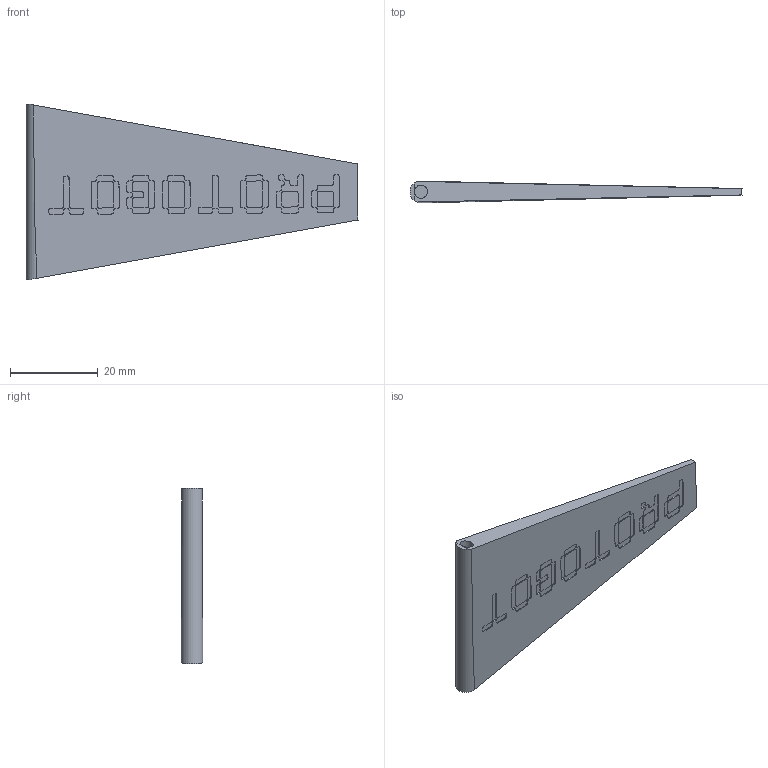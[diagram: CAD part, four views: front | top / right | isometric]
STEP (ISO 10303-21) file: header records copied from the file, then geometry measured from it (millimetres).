
FILE_DESCRIPTION(/* description */ (''),/* implementation_level */ '2;1');
FILE_NAME(/* name */ 'flag.step',/* time_stamp */ '2026-02-16T17:09:58+01:00',/* author */ (''),/* organization */ (''),/* preprocessor_version */ 'ST-DEVELOPER v20.1',/* originating_system */ 'Autodesk Translation Framework v14.24.0.0',/* authorisation */ '');
FILE_SCHEMA (('AUTOMOTIVE_DESIGN { 1 0 10303 214 3 1 1 }'));
Length unit declared in the file: millimetre
Products named in the file (1): 2026-02-16-13-58-59-986
Bounding box: 75.82 x 5 x 40 mm (x, y, z)
Volume: 6655.3 mm3; surface area: 5123.2 mm2
Topology: 1 solids, 1 shells, 581 faces, 1651 edges, 1100 vertices
Faces by surface type: plane 307, bspline 272, cylinder 2
Full cylindrical faces by diameter (mm): 3 x1
Entity records: 20146 total; most frequent: CARTESIAN_POINT 6879, ORIENTED_EDGE 3302, DIRECTION 1733, EDGE_CURVE 1651, VERTEX_POINT 1100, LINE 1097, VECTOR 1097, EDGE_LOOP 609
